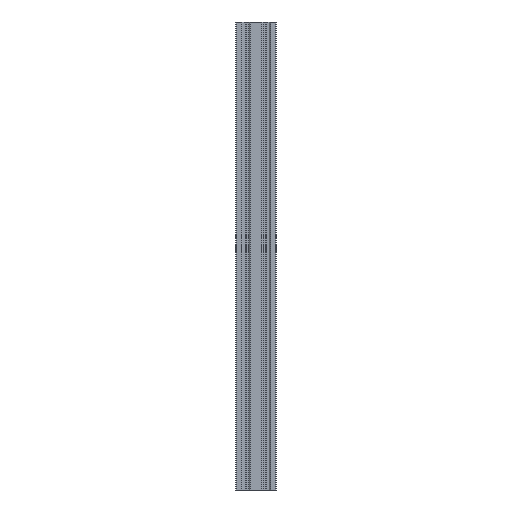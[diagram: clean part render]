
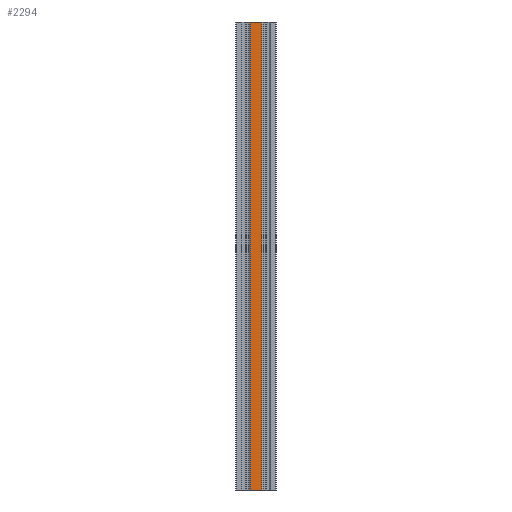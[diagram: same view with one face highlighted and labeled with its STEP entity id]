
A CAD part, left-side view. The second image highlights one B-rep face of the part: STEP entity #2294.
In plain terms, the highlighted planar face has unit normal (-1, 0, 0).
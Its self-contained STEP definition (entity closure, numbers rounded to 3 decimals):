
#40=FACE_OUTER_BOUND('',#157,.T.);
#157=EDGE_LOOP('',(#1655,#1656,#1657,#1658));
#317=LINE('',#3213,#641);
#407=LINE('',#3405,#731);
#409=LINE('',#3409,#733);
#410=LINE('',#3410,#734);
#641=VECTOR('',#2587,10.);
#731=VECTOR('',#2713,1000.);
#733=VECTOR('',#2717,1000.);
#734=VECTOR('',#2718,1000.);
#967=VERTEX_POINT('',#3210);
#968=VERTEX_POINT('',#3212);
#1052=VERTEX_POINT('',#3404);
#1053=VERTEX_POINT('',#3408);
#1195=EDGE_CURVE('',#968,#967,#317,.T.);
#1291=EDGE_CURVE('',#968,#1052,#407,.T.);
#1293=EDGE_CURVE('',#967,#1053,#409,.T.);
#1294=EDGE_CURVE('',#1052,#1053,#410,.T.);
#1655=ORIENTED_EDGE('',*,*,#1195,.T.);
#1656=ORIENTED_EDGE('',*,*,#1293,.T.);
#1657=ORIENTED_EDGE('',*,*,#1294,.F.);
#1658=ORIENTED_EDGE('',*,*,#1291,.F.);
#2186=PLANE('',#2430);
#2294=ADVANCED_FACE('',(#40),#2186,.T.);
#2430=AXIS2_PLACEMENT_3D('',#3407,#2715,#2716);
#2587=DIRECTION('',(0.,1.,0.));
#2713=DIRECTION('',(0.,0.,-1.));
#2715=DIRECTION('center_axis',(-1.,0.,0.));
#2716=DIRECTION('ref_axis',(0.,0.,1.));
#2717=DIRECTION('',(0.,0.,-1.));
#2718=DIRECTION('',(0.,1.,0.));
#3210=CARTESIAN_POINT('',(-10.,5.42,460.));
#3212=CARTESIAN_POINT('',(-10.,-5.42,460.));
#3213=CARTESIAN_POINT('',(-10.,0.,460.));
#3404=CARTESIAN_POINT('',(-10.,-5.42,0.));
#3405=CARTESIAN_POINT('',(-10.,-5.42,500.));
#3407=CARTESIAN_POINT('Origin',(-10.,0.,500.));
#3408=CARTESIAN_POINT('',(-10.,5.42,0.));
#3409=CARTESIAN_POINT('',(-10.,5.42,500.));
#3410=CARTESIAN_POINT('',(-10.,0.,0.));
